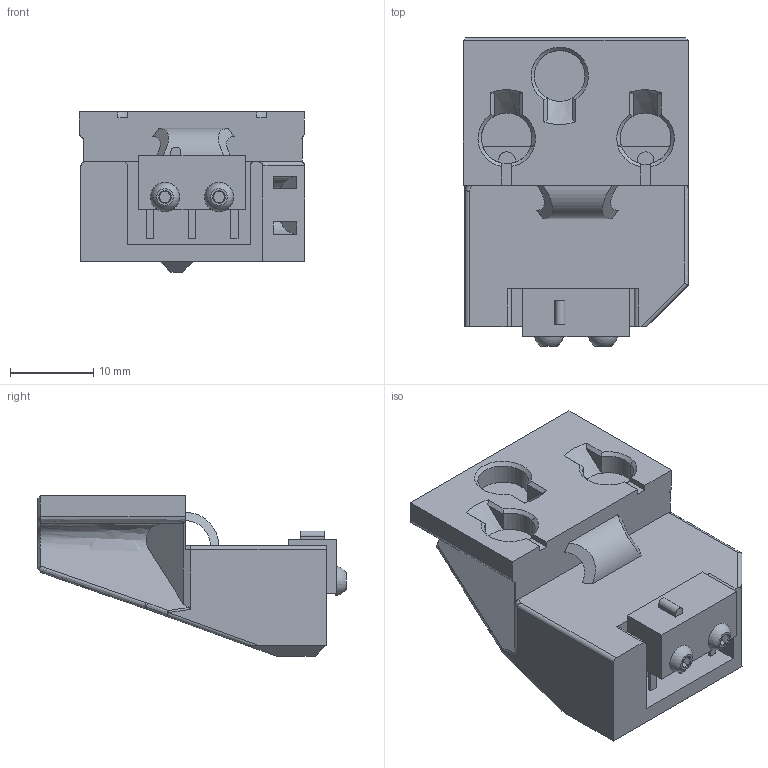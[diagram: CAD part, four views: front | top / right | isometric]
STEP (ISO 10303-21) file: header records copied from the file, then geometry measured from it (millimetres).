
FILE_DESCRIPTION(/* description */ (''),/* implementation_level */ '2;1');
FILE_NAME(/* name */ 'NozzleProbe.step',/* time_stamp */ '2021-07-07T00:40:19+01:00',/* author */ (''),/* organization */ (''),/* preprocessor_version */ 'ST-DEVELOPER v18.1',/* originating_system */ 'Autodesk Translation Framework v10.9.0.1377',/* authorisation */ '');
FILE_SCHEMA (('AUTOMOTIVE_DESIGN { 1 0 10303 214 3 1 1 }'));
Length unit declared in the file: millimetre
Products named in the file (9): NozzleProbe_JosAr_AB; Nozzle Probe; Probe v0.3; Structural elements; D2F (1) (1) (1); D2F_BASE (1) (1) (1); D2F_ACTUATOR (1) (1) (1); M2x8 Self-tapping Screw (1) (1); M2x8 Self-tapping Screw (1) (2)
Assembly tree (8 placements, depth 4):
  NozzleProbe_JosAr_AB
    Nozzle Probe
      Probe v0.3
    Structural elements
      D2F (1) (1) (1)
        D2F_BASE (1) (1) (1)
        D2F_ACTUATOR (1) (1) (1)
      M2x8 Self-tapping Screw (1) (1)
      M2x8 Self-tapping Screw (1) (2)
Bounding box: 27.06 x 37.04 x 19.31 mm (x, y, z)
Volume: 9141.7 mm3; surface area: 4788 mm2
Topology: 5 solids, 5 shells, 235 faces, 569 edges, 355 vertices
Faces by surface type: plane 132, cylinder 34, bspline 34, cone 31, sphere 4
Full cylindrical faces by diameter (mm): 1.6 x2, 2 x5, 3.5 x2
Entity records: 8466 total; most frequent: CARTESIAN_POINT 3119, ORIENTED_EDGE 1134, DIRECTION 951, EDGE_CURVE 567, VERTEX_POINT 355, AXIS2_PLACEMENT_3D 333, LINE 285, VECTOR 285
